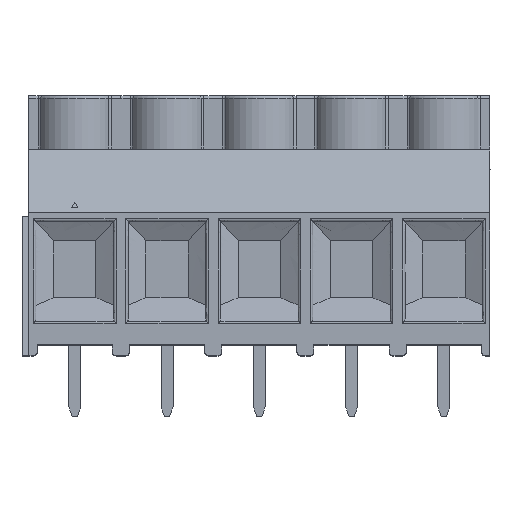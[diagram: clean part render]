
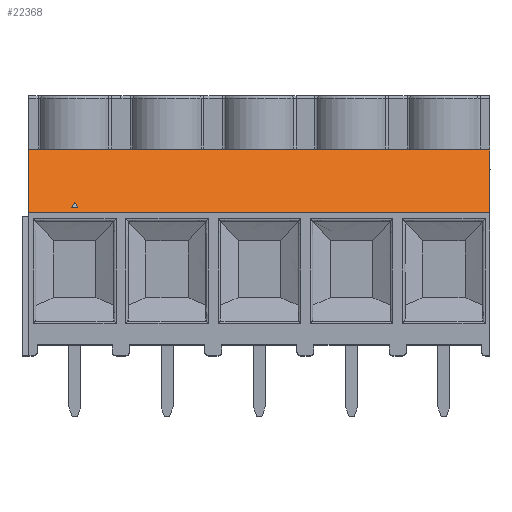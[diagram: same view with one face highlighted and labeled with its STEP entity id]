
A CAD part, top view. The second image highlights one B-rep face of the part: STEP entity #22368.
In plain terms, the highlighted planar face has unit normal (0, 0.454, 0.891).
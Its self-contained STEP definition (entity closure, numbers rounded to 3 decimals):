
#83 = CARTESIAN_POINT ( 'NONE',  ( 38.1, 11.8, 12.15 ) ) ;
#173 = VECTOR ( 'NONE', #9842, 1000. ) ;
#467 = LINE ( 'NONE', #16915, #17130 ) ;
#881 = VECTOR ( 'NONE', #32024, 1000. ) ;
#1061 = FACE_BOUND ( 'NONE', #25992, .T. ) ;
#1087 = CARTESIAN_POINT ( 'NONE',  ( 38.1, 17., 9.5 ) ) ;
#1391 = CARTESIAN_POINT ( 'NONE',  ( 3.81, 12.691, 11.696 ) ) ;
#1909 = VERTEX_POINT ( 'NONE', #17292 ) ;
#2026 = LINE ( 'NONE', #15930, #31304 ) ;
#3793 = CARTESIAN_POINT ( 'NONE',  ( 38.1, 17., 9.5 ) ) ;
#5948 = AXIS2_PLACEMENT_3D ( 'NONE', #25332, #22803, #6322 ) ;
#6322 = DIRECTION ( 'NONE',  ( 0., 0.891, -0.454 ) ) ;
#7041 = EDGE_CURVE ( 'NONE', #13360, #32002, #28235, .T. ) ;
#7075 = VERTEX_POINT ( 'NONE', #3793 ) ;
#7456 = CARTESIAN_POINT ( 'NONE',  ( 3.56, 12.245, 11.923 ) ) ;
#8430 = CARTESIAN_POINT ( 'NONE',  ( 0., 17., 9.5 ) ) ;
#9018 = ORIENTED_EDGE ( 'NONE', *, *, #11987, .F. ) ;
#9604 = VERTEX_POINT ( 'NONE', #11613 ) ;
#9842 = DIRECTION ( 'NONE',  ( 0., -0.891, 0.454 ) ) ;
#10591 = LINE ( 'NONE', #29266, #30827 ) ;
#11504 = DIRECTION ( 'NONE',  ( -1., 0., 0. ) ) ;
#11613 = CARTESIAN_POINT ( 'NONE',  ( 4.06, 12.245, 11.923 ) ) ;
#11987 = EDGE_CURVE ( 'NONE', #7075, #22109, #20540, .T. ) ;
#12048 = ORIENTED_EDGE ( 'NONE', *, *, #24683, .T. ) ;
#12109 = DIRECTION ( 'NONE',  ( -1., 0., 0. ) ) ;
#12257 = PLANE ( 'NONE',  #5948 ) ;
#12527 = CARTESIAN_POINT ( 'NONE',  ( 38.1, 17., 9.5 ) ) ;
#13038 = DIRECTION ( 'NONE',  ( 1., 0., 0. ) ) ;
#13360 = VERTEX_POINT ( 'NONE', #8430 ) ;
#15930 = CARTESIAN_POINT ( 'NONE',  ( 3.56, 12.245, 11.923 ) ) ;
#16915 = CARTESIAN_POINT ( 'NONE',  ( 38.1, 11.8, 12.15 ) ) ;
#17130 = VECTOR ( 'NONE', #11504, 1000. ) ;
#17292 = CARTESIAN_POINT ( 'NONE',  ( 3.81, 12.691, 11.696 ) ) ;
#17534 = FACE_OUTER_BOUND ( 'NONE', #29851, .T. ) ;
#18406 = ORIENTED_EDGE ( 'NONE', *, *, #28146, .F. ) ;
#18417 = LINE ( 'NONE', #1391, #881 ) ;
#19099 = EDGE_CURVE ( 'NONE', #1909, #34487, #18417, .T. ) ;
#20540 = LINE ( 'NONE', #12527, #173 ) ;
#21431 = ORIENTED_EDGE ( 'NONE', *, *, #19099, .F. ) ;
#22109 = VERTEX_POINT ( 'NONE', #83 ) ;
#22368 = ADVANCED_FACE ( 'NONE', ( #1061, #17534 ), #12257, .F. ) ;
#22803 = DIRECTION ( 'NONE',  ( 0., -0.454, -0.891 ) ) ;
#22814 = CARTESIAN_POINT ( 'NONE',  ( 0., 11.8, 12.15 ) ) ;
#24683 = EDGE_CURVE ( 'NONE', #7075, #13360, #28799, .T. ) ;
#25332 = CARTESIAN_POINT ( 'NONE',  ( 38.1, 17., 9.5 ) ) ;
#25992 = EDGE_LOOP ( 'NONE', ( #18406, #34960, #21431 ) ) ;
#28065 = CARTESIAN_POINT ( 'NONE',  ( 0., 17., 9.5 ) ) ;
#28146 = EDGE_CURVE ( 'NONE', #9604, #1909, #10591, .T. ) ;
#28235 = LINE ( 'NONE', #28065, #29701 ) ;
#28799 = LINE ( 'NONE', #1087, #30909 ) ;
#29266 = CARTESIAN_POINT ( 'NONE',  ( 4.06, 12.245, 11.923 ) ) ;
#29456 = DIRECTION ( 'NONE',  ( -0.447, 0.797, -0.406 ) ) ;
#29701 = VECTOR ( 'NONE', #33497, 1000. ) ;
#29851 = EDGE_LOOP ( 'NONE', ( #30077, #35189, #9018, #12048 ) ) ;
#30077 = ORIENTED_EDGE ( 'NONE', *, *, #7041, .T. ) ;
#30735 = EDGE_CURVE ( 'NONE', #34487, #9604, #2026, .T. ) ;
#30827 = VECTOR ( 'NONE', #29456, 1000. ) ;
#30909 = VECTOR ( 'NONE', #12109, 1000. ) ;
#31304 = VECTOR ( 'NONE', #13038, 1000. ) ;
#32002 = VERTEX_POINT ( 'NONE', #22814 ) ;
#32024 = DIRECTION ( 'NONE',  ( -0.447, -0.797, 0.406 ) ) ;
#32491 = EDGE_CURVE ( 'NONE', #22109, #32002, #467, .T. ) ;
#33497 = DIRECTION ( 'NONE',  ( 0., -0.891, 0.454 ) ) ;
#34487 = VERTEX_POINT ( 'NONE', #7456 ) ;
#34960 = ORIENTED_EDGE ( 'NONE', *, *, #30735, .F. ) ;
#35189 = ORIENTED_EDGE ( 'NONE', *, *, #32491, .F. ) ;
